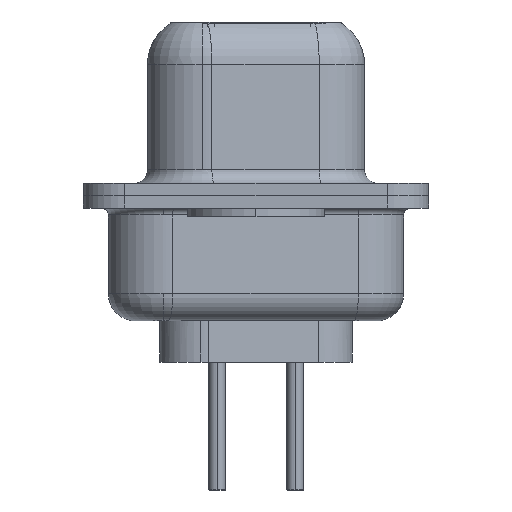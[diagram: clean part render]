
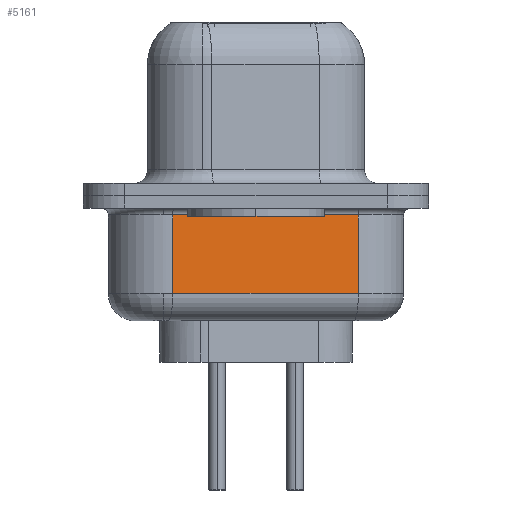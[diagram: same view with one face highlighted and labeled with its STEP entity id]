
A CAD part, left-side view. The second image highlights one B-rep face of the part: STEP entity #5161.
In plain terms, the highlighted planar face has unit normal (-0.985, -0.174, 0).
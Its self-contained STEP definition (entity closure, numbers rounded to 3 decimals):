
#1393 = LINE ( 'NONE', #11516, #14529 ) ;
#1950 = VERTEX_POINT ( 'NONE', #22035 ) ;
#2224 = PLANE ( 'NONE',  #20077 ) ;
#2764 = CARTESIAN_POINT ( 'NONE',  ( 2.785, 3.028, -4.55 ) ) ;
#3143 = EDGE_LOOP ( 'NONE', ( #18906, #4423, #13350, #5848 ) ) ;
#3156 = LINE ( 'NONE', #10033, #7869 ) ;
#4423 = ORIENTED_EDGE ( 'NONE', *, *, #22089, .T. ) ;
#5161 = ADVANCED_FACE ( 'NONE', ( #17655 ), #2224, .F. ) ;
#5493 = VERTEX_POINT ( 'NONE', #8500 ) ;
#5848 = ORIENTED_EDGE ( 'NONE', *, *, #13540, .T. ) ;
#5882 = DIRECTION ( 'NONE',  ( 0., 0., 1. ) ) ;
#5893 = EDGE_CURVE ( 'NONE', #7167, #5493, #3156, .T. ) ;
#5996 = CARTESIAN_POINT ( 'NONE',  ( 3.976, -3.722, -3.55 ) ) ;
#6242 = DIRECTION ( 'NONE',  ( -0.174, 0.985, 0. ) ) ;
#6569 = LINE ( 'NONE', #20111, #18245 ) ;
#6858 = DIRECTION ( 'NONE',  ( 0., 0., 1. ) ) ;
#6910 = EDGE_CURVE ( 'NONE', #1950, #13741, #14095, .T. ) ;
#7167 = VERTEX_POINT ( 'NONE', #5996 ) ;
#7205 = CARTESIAN_POINT ( 'NONE',  ( 2.785, 3.028, -0.7 ) ) ;
#7869 = VECTOR ( 'NONE', #6858, 1000. ) ;
#8500 = CARTESIAN_POINT ( 'NONE',  ( 3.976, -3.722, -0.7 ) ) ;
#9667 = VECTOR ( 'NONE', #5882, 1000. ) ;
#10033 = CARTESIAN_POINT ( 'NONE',  ( 3.976, -3.722, -4.55 ) ) ;
#11516 = CARTESIAN_POINT ( 'NONE',  ( 2.785, 3.028, -0.7 ) ) ;
#13350 = ORIENTED_EDGE ( 'NONE', *, *, #5893, .T. ) ;
#13540 = EDGE_CURVE ( 'NONE', #5493, #13741, #1393, .T. ) ;
#13741 = VERTEX_POINT ( 'NONE', #7205 ) ;
#14095 = LINE ( 'NONE', #17726, #9667 ) ;
#14529 = VECTOR ( 'NONE', #15001, 1000. ) ;
#15001 = DIRECTION ( 'NONE',  ( -0.174, 0.985, 0. ) ) ;
#16836 = DIRECTION ( 'NONE',  ( 0.174, -0.985, 0. ) ) ;
#17655 = FACE_OUTER_BOUND ( 'NONE', #3143, .T. ) ;
#17726 = CARTESIAN_POINT ( 'NONE',  ( 2.785, 3.028, -4.55 ) ) ;
#17872 = DIRECTION ( 'NONE',  ( 0.985, 0.174, 0. ) ) ;
#18245 = VECTOR ( 'NONE', #16836, 1000. ) ;
#18906 = ORIENTED_EDGE ( 'NONE', *, *, #6910, .F. ) ;
#20077 = AXIS2_PLACEMENT_3D ( 'NONE', #2764, #17872, #6242 ) ;
#20111 = CARTESIAN_POINT ( 'NONE',  ( 2.785, 3.028, -3.55 ) ) ;
#22035 = CARTESIAN_POINT ( 'NONE',  ( 2.785, 3.028, -3.55 ) ) ;
#22089 = EDGE_CURVE ( 'NONE', #1950, #7167, #6569, .T. ) ;
